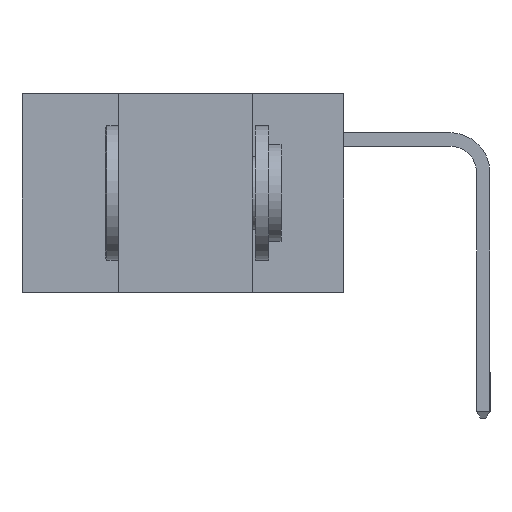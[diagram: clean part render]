
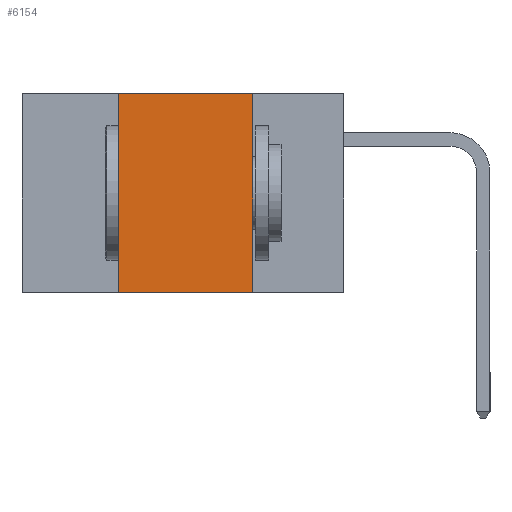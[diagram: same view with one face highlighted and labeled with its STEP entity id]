
A CAD part, left-side view. The second image highlights one B-rep face of the part: STEP entity #6154.
In plain terms, the highlighted planar face has unit normal (-1, 0, 0).
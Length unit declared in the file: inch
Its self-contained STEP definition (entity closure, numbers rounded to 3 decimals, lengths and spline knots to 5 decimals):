
#118 = CARTESIAN_POINT ( 'NONE',  ( 0., 0.6, -0.37 ) ) ;
#152 = VECTOR ( 'NONE', #2870, 39.37008 ) ;
#579 = CARTESIAN_POINT ( 'NONE',  ( 0., 0.6, 0. ) ) ;
#1302 = VECTOR ( 'NONE', #2123, 39.37008 ) ;
#1870 = EDGE_CURVE ( 'NONE', #9376, #4164, #12435, .T. ) ;
#2123 = DIRECTION ( 'NONE',  ( 0., -1., 0. ) ) ;
#2870 = DIRECTION ( 'NONE',  ( 0., 0., 1. ) ) ;
#3111 = LINE ( 'NONE', #7562, #152 ) ;
#3120 = ORIENTED_EDGE ( 'NONE', *, *, #11642, .F. ) ;
#3664 = LINE ( 'NONE', #11612, #8961 ) ;
#3806 = DIRECTION ( 'NONE',  ( 0., -1., 0. ) ) ;
#3919 = EDGE_LOOP ( 'NONE', ( #8255, #8771, #3120, #10140 ) ) ;
#4164 = VERTEX_POINT ( 'NONE', #10773 ) ;
#4285 = CARTESIAN_POINT ( 'NONE',  ( 0., 0.17, 0. ) ) ;
#5470 = DIRECTION ( 'NONE',  ( 1., 0., 0. ) ) ;
#6154 = ADVANCED_FACE ( 'NONE', ( #8405 ), #7344, .F. ) ;
#6288 = VERTEX_POINT ( 'NONE', #8806 ) ;
#7299 = DIRECTION ( 'NONE',  ( 0., 0., -1. ) ) ;
#7344 = PLANE ( 'NONE',  #11354 ) ;
#7460 = CARTESIAN_POINT ( 'NONE',  ( 0., 0.42, 0. ) ) ;
#7562 = CARTESIAN_POINT ( 'NONE',  ( 0., 0.42, 0. ) ) ;
#7941 = VECTOR ( 'NONE', #11173, 39.37008 ) ;
#8094 = EDGE_CURVE ( 'NONE', #10530, #6288, #3664, .T. ) ;
#8255 = ORIENTED_EDGE ( 'NONE', *, *, #12049, .F. ) ;
#8405 = FACE_OUTER_BOUND ( 'NONE', #3919, .T. ) ;
#8771 = ORIENTED_EDGE ( 'NONE', *, *, #8094, .F. ) ;
#8806 = CARTESIAN_POINT ( 'NONE',  ( 0., 0.17, 0. ) ) ;
#8961 = VECTOR ( 'NONE', #3806, 39.37008 ) ;
#9376 = VERTEX_POINT ( 'NONE', #10780 ) ;
#10140 = ORIENTED_EDGE ( 'NONE', *, *, #1870, .T. ) ;
#10530 = VERTEX_POINT ( 'NONE', #7460 ) ;
#10773 = CARTESIAN_POINT ( 'NONE',  ( 0., 0.17, -0.37 ) ) ;
#10780 = CARTESIAN_POINT ( 'NONE',  ( 0., 0.42, -0.37 ) ) ;
#11173 = DIRECTION ( 'NONE',  ( 0., 0., -1. ) ) ;
#11354 = AXIS2_PLACEMENT_3D ( 'NONE', #579, #5470, #7299 ) ;
#11403 = LINE ( 'NONE', #4285, #7941 ) ;
#11612 = CARTESIAN_POINT ( 'NONE',  ( 0., 0.6, 0. ) ) ;
#11642 = EDGE_CURVE ( 'NONE', #9376, #10530, #3111, .T. ) ;
#12049 = EDGE_CURVE ( 'NONE', #6288, #4164, #11403, .T. ) ;
#12435 = LINE ( 'NONE', #118, #1302 ) ;
